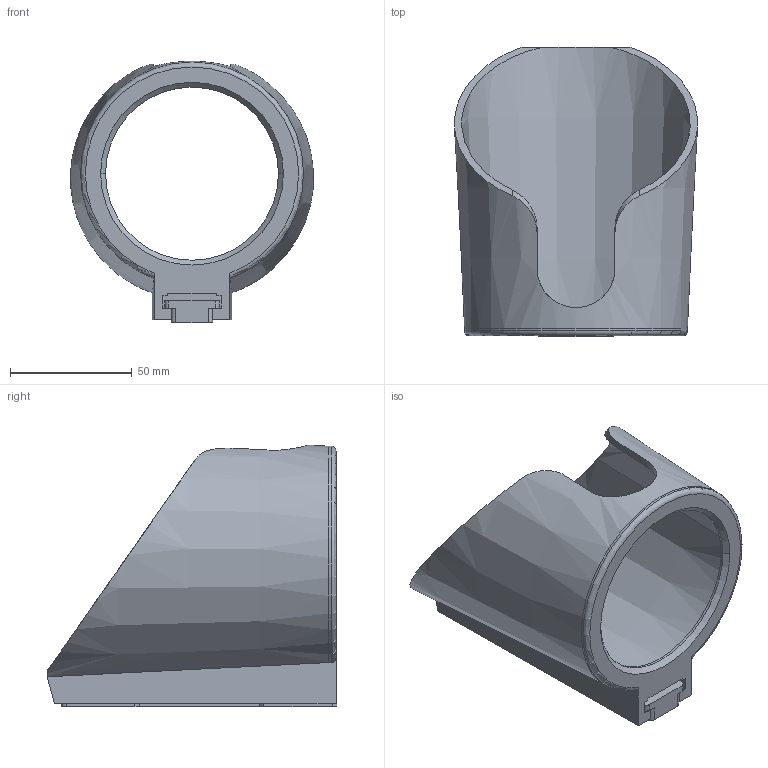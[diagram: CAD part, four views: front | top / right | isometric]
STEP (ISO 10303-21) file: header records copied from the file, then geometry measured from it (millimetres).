
FILE_DESCRIPTION((''),'2;1');
FILE_NAME('12092_NOSILEC_OROD_ODPRT_PA_KPL_ASM','2022-09-19T07:57:42',('PredragRovcanin'),('Audax d.o.o.'),'CREO PARAMETRIC BY PTC INC, 2020281','CREO PARAMETRIC BY PTC INC, 2020281','');
FILE_SCHEMA(('AP242_MANAGED_MODEL_BASED_3D_ENGINEERING_MIM_LF { 1 0 10303 442 1 1 4 }'));
Length unit declared in the file: millimetre
Products named in the file (3): 12092_NOSILEC_OROD_ODPRT_PA_B; 12092_NOSILEC_OROD_ODPRT_PA_A; 12092_NOSILEC_OROD_ODPRT_PA_KPL_ASM
Assembly tree (2 placements, depth 2):
  12092_NOSILEC_OROD_ODPRT_PA_KPL_ASM
    12092_NOSILEC_OROD_ODPRT_PA_B
    12092_NOSILEC_OROD_ODPRT_PA_A
Bounding box: 99.67 x 118.8 x 107.37 mm (x, y, z)
Volume: 108574.7 mm3; surface area: 70135.3 mm2
Topology: 2 solids, 2 shells, 108 faces, 290 edges, 192 vertices
Faces by surface type: plane 70, cylinder 28, cone 9, torus 1
Entity records: 5005 total; most frequent: CARTESIAN_POINT 766, ORIENTED_EDGE 570, DIRECTION 566, COLOUR_RGB 322, PRESENTATION_STYLE_ASSIGNMENT 294, STYLED_ITEM 294, CURVE_STYLE 292, EDGE_CURVE 285
